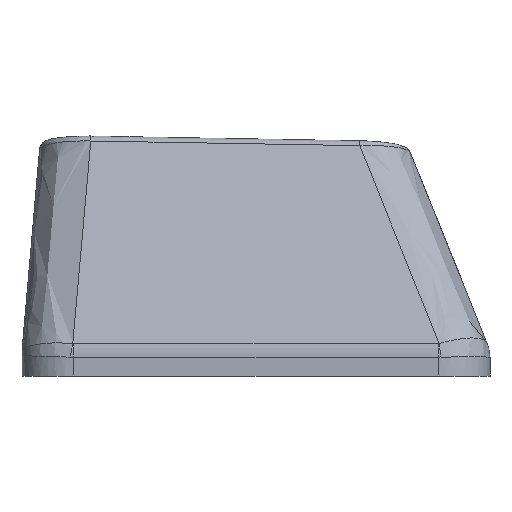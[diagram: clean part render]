
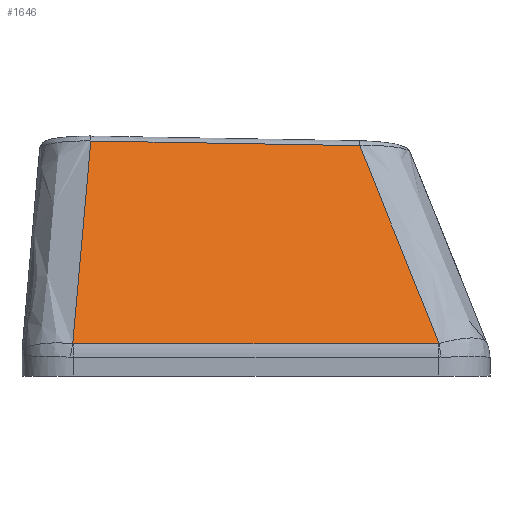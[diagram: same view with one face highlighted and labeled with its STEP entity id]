
A CAD part, left-side view. The second image highlights one B-rep face of the part: STEP entity #1646.
In plain terms, the highlighted free-form (B-spline) face has degree [3, 3] with [4, 4] control points.
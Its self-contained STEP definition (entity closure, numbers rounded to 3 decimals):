
#98=B_SPLINE_SURFACE_WITH_KNOTS('',3,3,((#3232,#3233,#3234,#3235),(#3236,
#3237,#3238,#3239),(#3240,#3241,#3242,#3243),(#3244,#3245,#3246,#3247)),
 .UNSPECIFIED.,.F.,.F.,.F.,(4,4),(4,4),(0.104,0.892),
(0.028,0.97),.UNSPECIFIED.);
#153=FACE_OUTER_BOUND('',#241,.T.);
#241=EDGE_LOOP('',(#1305,#1306,#1307,#1308,#1309,#1310));
#382=B_SPLINE_CURVE_WITH_KNOTS('',3,(#2934,#2935,#2936,#2937),
 .UNSPECIFIED.,.F.,.F.,(4,4),(0.,0.003),
 .UNSPECIFIED.);
#384=B_SPLINE_CURVE_WITH_KNOTS('',3,(#2961,#2962,#2963,#2964),
 .UNSPECIFIED.,.F.,.F.,(4,4),(0.,1.416),.UNSPECIFIED.);
#386=B_SPLINE_CURVE_WITH_KNOTS('',3,(#2988,#2989,#2990,#2991),
 .UNSPECIFIED.,.F.,.F.,(4,4),(0.,0.003),
 .UNSPECIFIED.);
#401=B_SPLINE_CURVE_WITH_KNOTS('',3,(#3249,#3250,#3251,#3252),
 .UNSPECIFIED.,.F.,.F.,(4,4),(0.027,0.904),
 .UNSPECIFIED.);
#402=B_SPLINE_CURVE_WITH_KNOTS('',3,(#3254,#3255,#3256,#3257),
 .UNSPECIFIED.,.F.,.F.,(4,4),(-1.044,0.),
 .UNSPECIFIED.);
#403=B_SPLINE_CURVE_WITH_KNOTS('',3,(#3258,#3259,#3260,#3261),
 .UNSPECIFIED.,.F.,.F.,(4,4),(-0.867,-0.025),
 .UNSPECIFIED.);
#705=VERTEX_POINT('',#2896);
#707=VERTEX_POINT('',#2927);
#709=VERTEX_POINT('',#2954);
#711=VERTEX_POINT('',#2981);
#727=VERTEX_POINT('',#3248);
#728=VERTEX_POINT('',#3253);
#912=EDGE_CURVE('',#705,#707,#382,.T.);
#915=EDGE_CURVE('',#707,#709,#384,.T.);
#918=EDGE_CURVE('',#709,#711,#386,.T.);
#942=EDGE_CURVE('',#727,#705,#401,.T.);
#943=EDGE_CURVE('',#728,#727,#402,.T.);
#944=EDGE_CURVE('',#711,#728,#403,.T.);
#1305=ORIENTED_EDGE('',*,*,#918,.F.);
#1306=ORIENTED_EDGE('',*,*,#915,.F.);
#1307=ORIENTED_EDGE('',*,*,#912,.F.);
#1308=ORIENTED_EDGE('',*,*,#942,.F.);
#1309=ORIENTED_EDGE('',*,*,#943,.F.);
#1310=ORIENTED_EDGE('',*,*,#944,.F.);
#1646=ADVANCED_FACE('',(#153),#98,.T.);
#2896=CARTESIAN_POINT('',(-8.981,-7.107,0.26));
#2927=CARTESIAN_POINT('',(-8.982,-7.081,0.258));
#2934=CARTESIAN_POINT('Ctrl Pts',(-8.981,-7.107,0.26));
#2935=CARTESIAN_POINT('Ctrl Pts',(-8.982,-7.098,0.259));
#2936=CARTESIAN_POINT('Ctrl Pts',(-8.982,-7.089,0.258));
#2937=CARTESIAN_POINT('Ctrl Pts',(-8.982,-7.081,0.258));
#2954=CARTESIAN_POINT('',(-8.986,7.08,0.253));
#2961=CARTESIAN_POINT('Ctrl Pts',(-8.982,-7.081,0.258));
#2962=CARTESIAN_POINT('Ctrl Pts',(-8.984,-2.36,0.256));
#2963=CARTESIAN_POINT('Ctrl Pts',(-8.985,2.36,0.255));
#2964=CARTESIAN_POINT('Ctrl Pts',(-8.986,7.08,0.253));
#2981=CARTESIAN_POINT('',(-8.985,7.111,0.256));
#2988=CARTESIAN_POINT('Ctrl Pts',(-8.986,7.08,0.253));
#2989=CARTESIAN_POINT('Ctrl Pts',(-8.986,7.091,0.253));
#2990=CARTESIAN_POINT('Ctrl Pts',(-8.986,7.101,0.254));
#2991=CARTESIAN_POINT('Ctrl Pts',(-8.985,7.111,0.256));
#3232=CARTESIAN_POINT('Ctrl Pts',(-6.056,-4.415,7.937));
#3233=CARTESIAN_POINT('Ctrl Pts',(-7.033,-5.314,5.374));
#3234=CARTESIAN_POINT('Ctrl Pts',(-8.01,-6.213,2.811));
#3235=CARTESIAN_POINT('Ctrl Pts',(-8.986,-7.111,0.247));
#3236=CARTESIAN_POINT('Ctrl Pts',(-6.056,-0.667,8.));
#3237=CARTESIAN_POINT('Ctrl Pts',(-7.033,-1.235,5.417));
#3238=CARTESIAN_POINT('Ctrl Pts',(-8.01,-1.803,2.833));
#3239=CARTESIAN_POINT('Ctrl Pts',(-8.986,-2.37,0.249));
#3240=CARTESIAN_POINT('Ctrl Pts',(-6.056,3.08,8.063));
#3241=CARTESIAN_POINT('Ctrl Pts',(-7.033,2.844,5.459));
#3242=CARTESIAN_POINT('Ctrl Pts',(-8.01,2.607,2.855));
#3243=CARTESIAN_POINT('Ctrl Pts',(-8.986,2.37,0.251));
#3244=CARTESIAN_POINT('Ctrl Pts',(-6.056,6.828,8.126));
#3245=CARTESIAN_POINT('Ctrl Pts',(-7.033,6.923,5.502));
#3246=CARTESIAN_POINT('Ctrl Pts',(-8.01,7.017,2.878));
#3247=CARTESIAN_POINT('Ctrl Pts',(-8.986,7.111,0.253));
#3248=CARTESIAN_POINT('',(-6.058,-4.026,7.94));
#3249=CARTESIAN_POINT('Ctrl Pts',(-6.058,-4.026,7.94));
#3250=CARTESIAN_POINT('Ctrl Pts',(-7.031,-5.052,5.38));
#3251=CARTESIAN_POINT('Ctrl Pts',(-8.006,-6.079,2.82));
#3252=CARTESIAN_POINT('Ctrl Pts',(-8.981,-7.107,0.26));
#3253=CARTESIAN_POINT('',(-6.056,6.412,8.119));
#3254=CARTESIAN_POINT('Ctrl Pts',(-6.056,6.412,8.119));
#3255=CARTESIAN_POINT('Ctrl Pts',(-6.057,2.933,8.06));
#3256=CARTESIAN_POINT('Ctrl Pts',(-6.057,-0.547,8.));
#3257=CARTESIAN_POINT('Ctrl Pts',(-6.058,-4.026,7.94));
#3258=CARTESIAN_POINT('Ctrl Pts',(-8.985,7.111,0.256));
#3259=CARTESIAN_POINT('Ctrl Pts',(-8.01,6.879,2.877));
#3260=CARTESIAN_POINT('Ctrl Pts',(-7.034,6.646,5.498));
#3261=CARTESIAN_POINT('Ctrl Pts',(-6.056,6.412,8.119));
